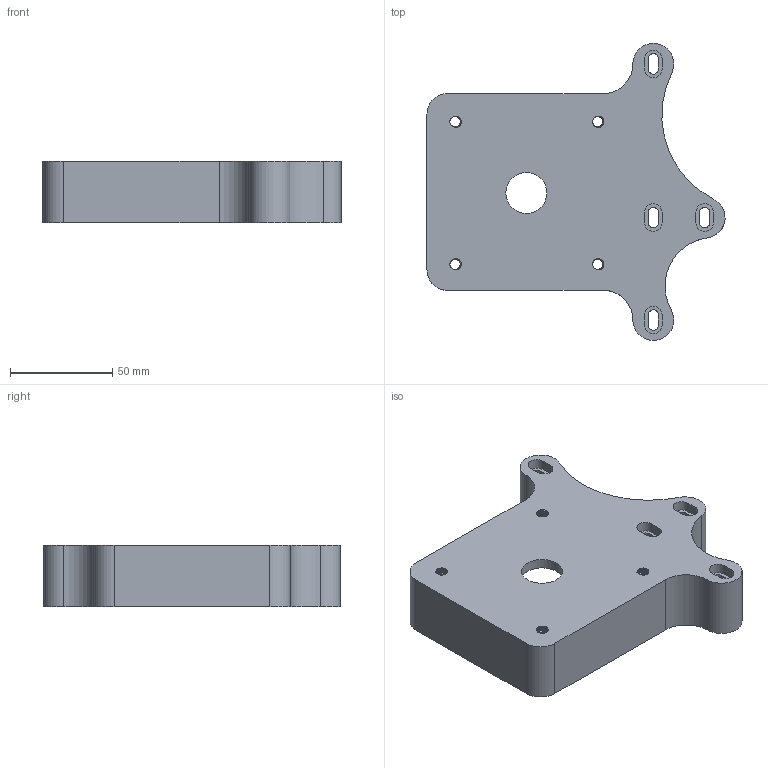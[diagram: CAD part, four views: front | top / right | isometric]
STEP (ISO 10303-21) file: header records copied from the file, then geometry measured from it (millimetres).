
FILE_DESCRIPTION(('FreeCAD Model'),'2;1');
FILE_NAME('Open CASCADE Shape Model','2023-09-23T12:23:09',(''),(''), 'Open CASCADE STEP processor 7.6','FreeCAD','Unknown');
FILE_SCHEMA(('AUTOMOTIVE_DESIGN { 1 0 10303 214 1 1 1 1 }'));
Length unit declared in the file: millimetre
Products named in the file (1): MotorMount
Bounding box: 145.47 x 145 x 30 mm (x, y, z)
Volume: 198925.6 mm3; surface area: 52939.9 mm2
Topology: 1 solids, 1 shells, 210 faces, 478 edges, 276 vertices
Faces by surface type: bspline 108, cylinder 71, plane 31
Full cylindrical faces by diameter (mm): 5.026 x32, 20 x1, 73 x1
Entity records: 38344 total; most frequent: CARTESIAN_POINT 29635, DIRECTION 1234, ORIENTED_EDGE 956, PCURVE 956, DEFINITIONAL_REPRESENTATION 956, LINE 822, VECTOR 822, EDGE_CURVE 478
